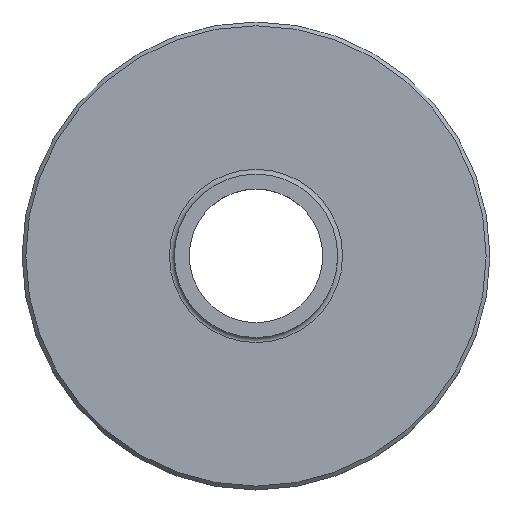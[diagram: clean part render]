
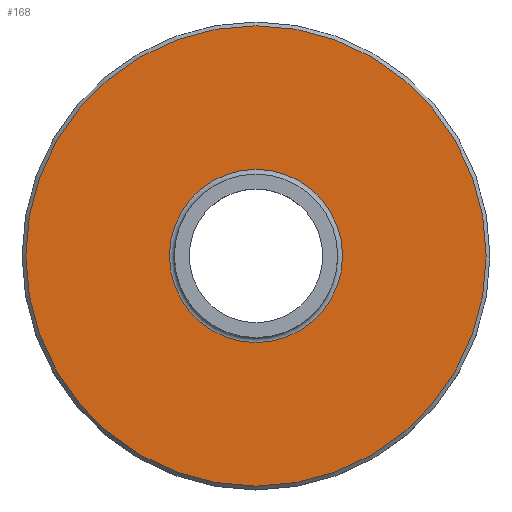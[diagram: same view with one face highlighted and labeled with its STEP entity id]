
A CAD part, top view. The second image highlights one B-rep face of the part: STEP entity #168.
In plain terms, the highlighted planar face has unit normal (0, 0, 1).
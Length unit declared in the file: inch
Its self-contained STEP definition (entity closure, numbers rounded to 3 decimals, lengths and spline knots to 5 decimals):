
#12 = EDGE_LOOP ( 'NONE', ( #166 ) ) ;
#28 = EDGE_LOOP ( 'NONE', ( #101 ) ) ;
#29 = VERTEX_POINT ( 'NONE', #133 ) ;
#53 = CIRCLE ( 'NONE', #322, 2.295 ) ;
#52 = CARTESIAN_POINT ( 'NONE',  ( 0., 0., -1.25 ) ) ;
#83 = DIRECTION ( 'NONE',  ( -1., 0., 0. ) ) ;
#87 = CARTESIAN_POINT ( 'NONE',  ( 0., 0., -1.25 ) ) ;
#91 = CARTESIAN_POINT ( 'NONE',  ( 0., 2.165, -1.25 ) ) ;
#101 = ORIENTED_EDGE ( 'NONE', *, *, #267, .T. ) ;
#117 = DIRECTION ( 'NONE',  ( 0., 0., -1. ) ) ;
#121 = DIRECTION ( 'NONE',  ( 0., 0., -1. ) ) ;
#133 = CARTESIAN_POINT ( 'NONE',  ( -2.295, 0., -1.25 ) ) ;
#134 = EDGE_CURVE ( 'NONE', #29, #29, #53, .T. ) ;
#136 = AXIS2_PLACEMENT_3D ( 'NONE', #91, #121, #219 ) ;
#138 = FACE_BOUND ( 'NONE', #12, .T. ) ;
#145 = DIRECTION ( 'NONE',  ( 0., 0., 1. ) ) ;
#166 = ORIENTED_EDGE ( 'NONE', *, *, #134, .T. ) ;
#167 = DIRECTION ( 'NONE',  ( -1., 0., 0. ) ) ;
#168 = ADVANCED_FACE ( 'NONE', ( #138, #264 ), #228, .F. ) ;
#219 = DIRECTION ( 'NONE',  ( -1., 0., 0. ) ) ;
#228 = PLANE ( 'NONE',  #136 ) ;
#236 = AXIS2_PLACEMENT_3D ( 'NONE', #87, #145, #83 ) ;
#258 = CARTESIAN_POINT ( 'NONE',  ( -6.1, 0., -1.25 ) ) ;
#264 = FACE_OUTER_BOUND ( 'NONE', #28, .T. ) ;
#267 = EDGE_CURVE ( 'NONE', #278, #278, #286, .T. ) ;
#278 = VERTEX_POINT ( 'NONE', #258 ) ;
#286 = CIRCLE ( 'NONE', #236, 6.1 ) ;
#322 = AXIS2_PLACEMENT_3D ( 'NONE', #52, #117, #167 ) ;
